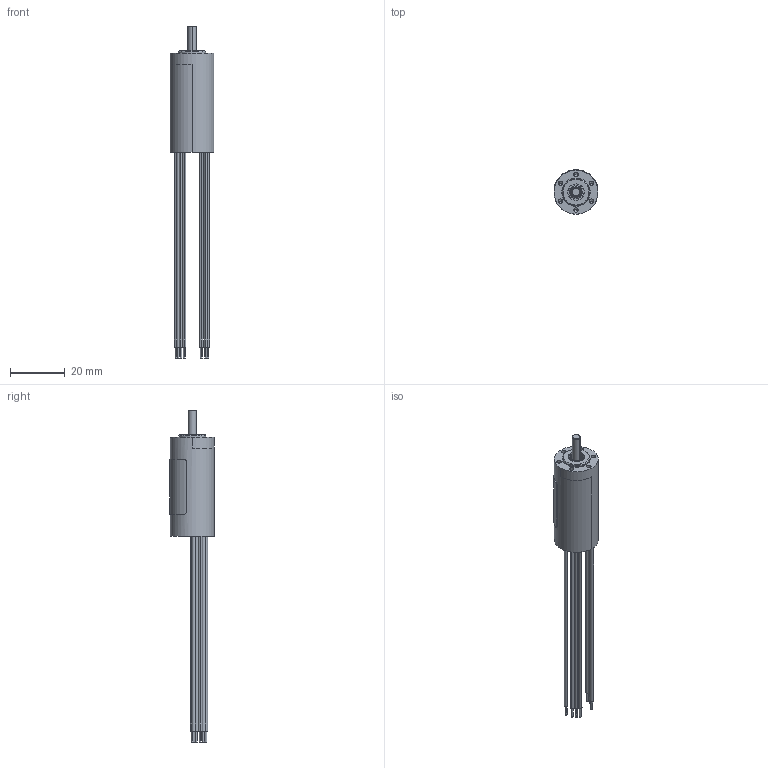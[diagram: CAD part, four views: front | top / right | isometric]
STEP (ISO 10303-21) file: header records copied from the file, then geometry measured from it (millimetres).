
FILE_DESCRIPTION((''),'2;1');
FILE_NAME('16ECP36_ULTRA_EC_ASM','2016-03-10T',('vinayak.bharmal'),(''),'PRO/ENGINEER BY PARAMETRIC TECHNOLOGY CORPORATION, 2014310','PRO/ENGINEER BY PARAMETRIC TECHNOLOGY CORPORATION, 2014310','');
FILE_SCHEMA(('CONFIG_CONTROL_DESIGN'));
Length unit declared in the file: millimetre
Products named in the file (1): 16ECP36_ULTRA_EC_ASM
Bounding box: 16 x 16.2 x 121 mm (x, y, z)
Volume: 7942.4 mm3; surface area: 5958.9 mm2
Topology: 1 solids, 4 shells, 252 faces, 651 edges, 388 vertices
Faces by surface type: cylinder 103, torus 54, plane 39, cone 36, sphere 20
Entity records: 7727 total; most frequent: CARTESIAN_POINT 1609, DIRECTION 1409, ORIENTED_EDGE 1198, AXIS2_PLACEMENT_3D 630, EDGE_CURVE 599, VERTEX_POINT 388, CIRCLE 378, EDGE_LOOP 295
